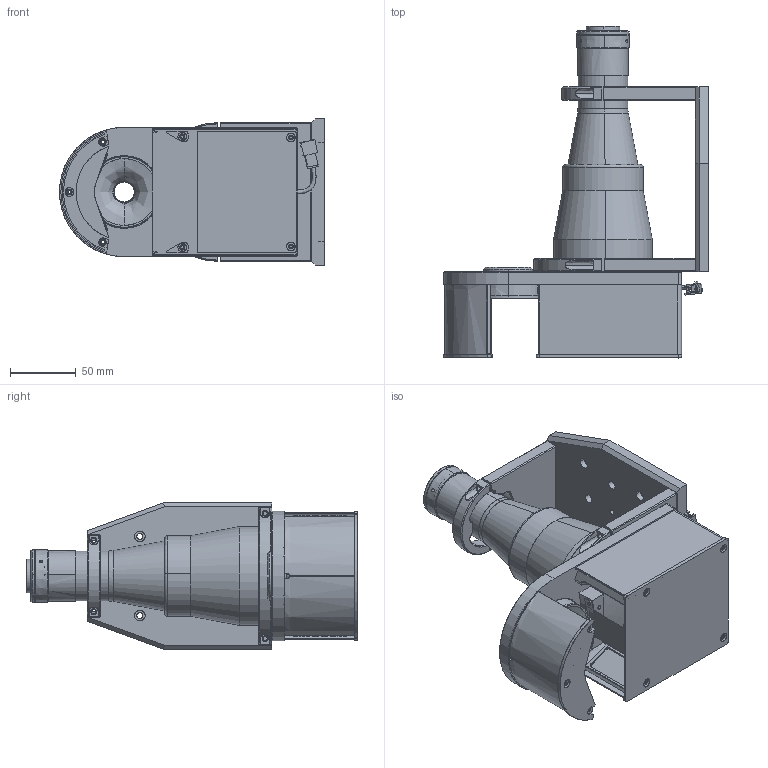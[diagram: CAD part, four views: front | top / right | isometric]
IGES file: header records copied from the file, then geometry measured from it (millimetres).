
Start section: SolidWorks IGES file using analytic representation for surfaces
Global section: file name: DP21661-A.IGS; native system: SolidWorks 2016; preprocessor: SolidWorks 2016; author: andreava; date: 161108.122228; units: millimetre
Bounding box: 200.8 x 251.5 x 111 mm (x, y, z)
Surface area: 244931 mm2 (no closed solid volume)
Topology: 0 solids, 0 shells, 745 faces, 14673 edges, 14672 vertices
Faces by surface type: revolution 401, bspline 344
